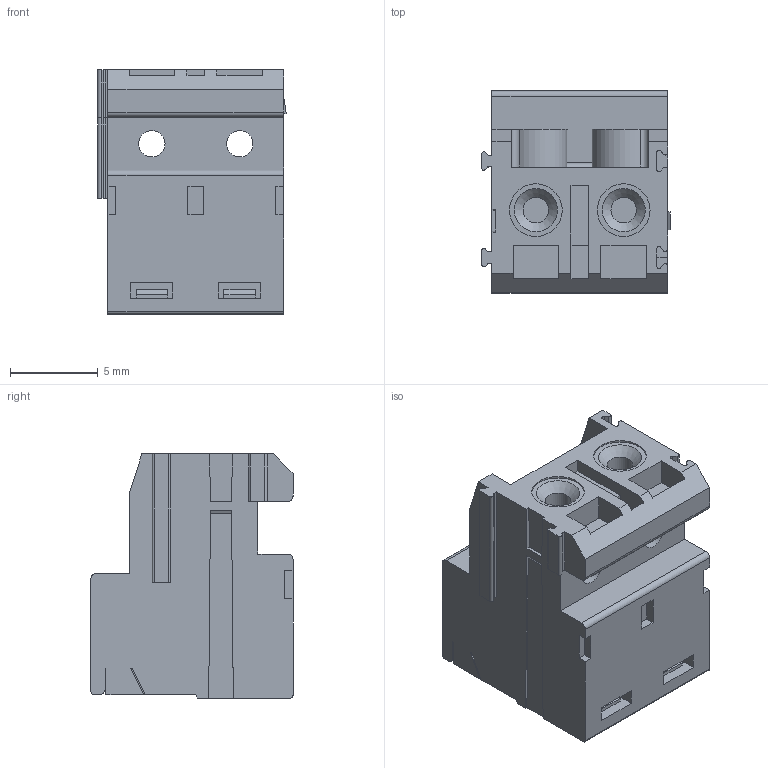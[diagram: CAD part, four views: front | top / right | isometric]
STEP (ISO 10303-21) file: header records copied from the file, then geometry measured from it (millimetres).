
FILE_DESCRIPTION(('STEP AP214'),'1');
FILE_NAME('SHCS02-5.stp','2018-11-12T17:01:09',(' '),(' '),'Spatial InterOp 3D',' ',' ');
FILE_SCHEMA(('AUTOMOTIVE_DESIGN { 1 0 10303 214 1 1 1 1 }'));
Length unit declared in the file: metre
Products named in the file (1): 1
Bounding box: 10.73 x 11.5 x 13.9 mm (x, y, z)
Volume: 1094 mm3; surface area: 1460.8 mm2
Topology: 1 solids, 1 shells, 275 faces, 781 edges, 516 vertices
Faces by surface type: plane 213, cylinder 56, cone 6
Full cylindrical faces by diameter (mm): 1.45 x2, 1.5 x2, 2.6 x2, 2.7 x2, 3 x2, 3.6 x2, 3.8 x2
Entity records: 10948 total; most frequent: CARTESIAN_POINT 1631, ORIENTED_EDGE 1486, DIRECTION 1405, EDGE_CURVE 743, LINE 617, VECTOR 617, VERTEX_POINT 500, AXIS2_PLACEMENT_3D 394
